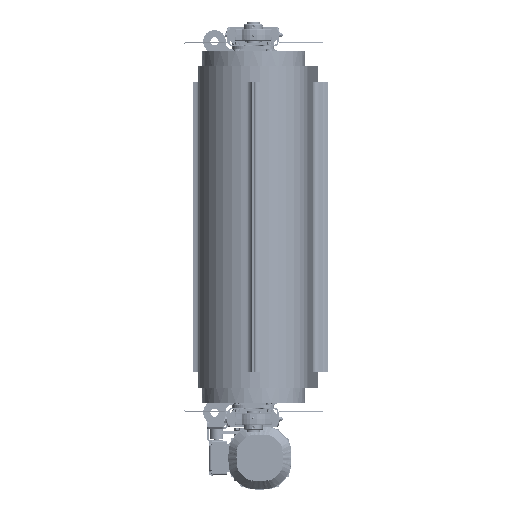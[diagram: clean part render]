
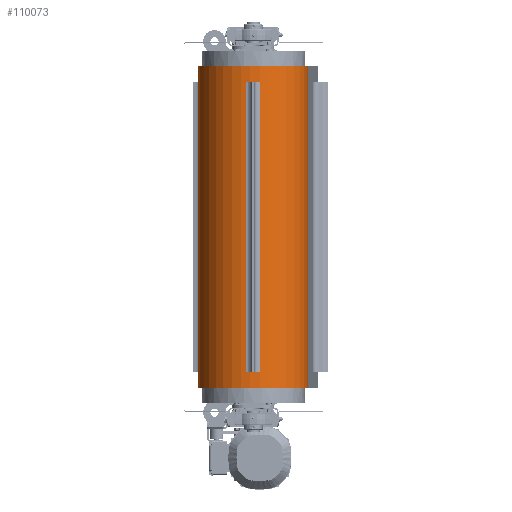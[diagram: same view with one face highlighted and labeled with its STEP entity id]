
A CAD part, left-side view. The second image highlights one B-rep face of the part: STEP entity #110073.
In plain terms, the highlighted cylindrical face has radius 171 mm (diameter 342 mm), a partial arc.
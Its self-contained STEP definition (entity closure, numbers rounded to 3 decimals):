
#5481=FACE_BOUND('',#21894,.T.);
#14439=FACE_OUTER_BOUND('',#21893,.T.);
#21893=EDGE_LOOP('',(#93753,#93754,#93755,#93756));
#21894=EDGE_LOOP('',(#93757,#93758));
#29129=LINE('',#203654,#36592);
#29180=LINE('',#203769,#36643);
#29181=LINE('',#203772,#36644);
#36592=VECTOR('',#149772,1000.);
#36643=VECTOR('',#149851,1000.);
#36644=VECTOR('',#149852,10.);
#41911=CIRCLE('',#121251,171.);
#41914=CIRCLE('',#121255,171.);
#50985=VERTEX_POINT('',#203651);
#50986=VERTEX_POINT('',#203653);
#51009=VERTEX_POINT('',#203708);
#51023=VERTEX_POINT('',#203738);
#51037=VERTEX_POINT('',#203770);
#51038=VERTEX_POINT('',#203771);
#65445=EDGE_CURVE('',#50986,#50985,#29129,.T.);
#65474=EDGE_CURVE('',#51009,#50985,#41911,.T.);
#65488=EDGE_CURVE('',#50986,#51023,#41914,.T.);
#65504=EDGE_CURVE('',#51023,#51009,#29180,.T.);
#65505=EDGE_CURVE('',#51037,#51038,#29181,.T.);
#93753=ORIENTED_EDGE('',*,*,#65474,.F.);
#93754=ORIENTED_EDGE('',*,*,#65504,.F.);
#93755=ORIENTED_EDGE('',*,*,#65488,.F.);
#93756=ORIENTED_EDGE('',*,*,#65445,.T.);
#93757=ORIENTED_EDGE('',*,*,#65505,.T.);
#93758=ORIENTED_EDGE('',*,*,#65505,.F.);
#97555=CYLINDRICAL_SURFACE('',#121259,171.);
#110073=ADVANCED_FACE('',(#14439,#5481),#97555,.T.);
#121251=AXIS2_PLACEMENT_3D('',#203710,#149810,#149811);
#121255=AXIS2_PLACEMENT_3D('',#203739,#149829,#149830);
#121259=AXIS2_PLACEMENT_3D('',#203768,#149849,#149850);
#149772=DIRECTION('',(0.,0.,1.));
#149810=DIRECTION('center_axis',(0.,0.,1.));
#149811=DIRECTION('ref_axis',(-0.558,-0.83,0.));
#149829=DIRECTION('center_axis',(0.,0.,-1.));
#149830=DIRECTION('ref_axis',(-0.558,0.83,0.));
#149849=DIRECTION('center_axis',(0.,0.,1.));
#149850=DIRECTION('ref_axis',(-0.558,-0.83,0.));
#149851=DIRECTION('',(0.,0.,1.));
#149852=DIRECTION('',(0.,0.,1.));
#203651=CARTESIAN_POINT('',(-784.138,-14.756,500.));
#203653=CARTESIAN_POINT('',(-784.138,-14.756,-500.));
#203654=CARTESIAN_POINT('',(-784.138,-14.756,-500.));
#203708=CARTESIAN_POINT('',(-765.724,326.748,500.));
#203710=CARTESIAN_POINT('Origin',(-775.,156.,500.));
#203738=CARTESIAN_POINT('',(-765.724,326.748,-500.));
#203739=CARTESIAN_POINT('Origin',(-775.,156.,-500.));
#203768=CARTESIAN_POINT('Origin',(-775.,156.,-500.));
#203769=CARTESIAN_POINT('',(-765.724,326.748,-500.));
#203770=CARTESIAN_POINT('',(-946.,156.,-450.));
#203771=CARTESIAN_POINT('',(-946.,156.,450.));
#203772=CARTESIAN_POINT('',(-946.,156.,-500.));
